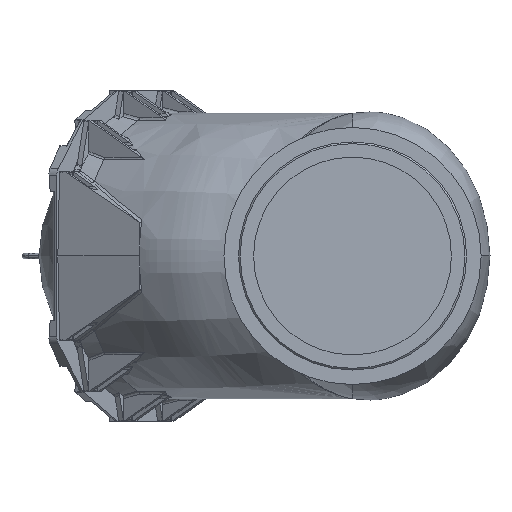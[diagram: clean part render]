
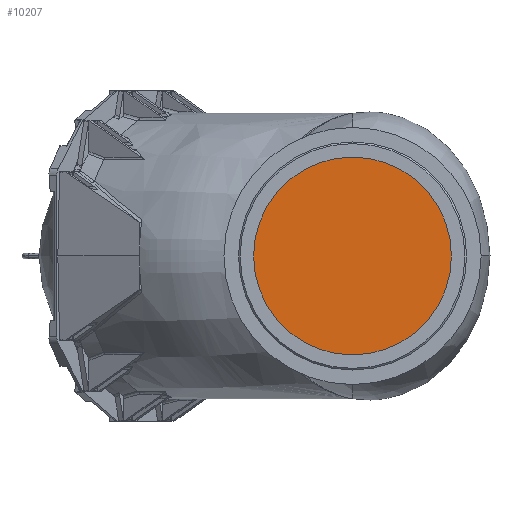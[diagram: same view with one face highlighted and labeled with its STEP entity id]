
A CAD part, left-side view. The second image highlights one B-rep face of the part: STEP entity #10207.
In plain terms, the highlighted planar face has unit normal (-1, 0, 0).
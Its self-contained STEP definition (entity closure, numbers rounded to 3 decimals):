
#3228 = VERTEX_POINT ( 'NONE', #7421 ) ;
#6172 = EDGE_CURVE ( 'NONE', #3228, #3228, #24263, .T. ) ;
#6409 = AXIS2_PLACEMENT_3D ( 'NONE', #29817, #29818, #29819 ) ;
#7421 = CARTESIAN_POINT ( 'NONE',  ( -381., 0., -300. ) ) ;
#9379 = ORIENTED_EDGE ( 'NONE', *, *, #6172, .F. ) ;
#9865 = EDGE_LOOP ( 'NONE', ( #9379 ) ) ;
#10207 = ADVANCED_FACE ( 'NONE', ( #15985 ), #26466, .F. ) ;
#15985 = FACE_OUTER_BOUND ( 'NONE', #9865, .T. ) ;
#21327 = AXIS2_PLACEMENT_3D ( 'NONE', #26465, #26479, #26480 ) ;
#24263 = CIRCLE ( 'NONE', #6409, 300. ) ;
#26465 = CARTESIAN_POINT ( 'NONE',  ( -381., 0., 0. ) ) ;
#26466 = PLANE ( 'NONE',  #21327 ) ;
#26479 = DIRECTION ( 'NONE',  ( 1., 0., 0. ) ) ;
#26480 = DIRECTION ( 'NONE',  ( 0., 0., -1. ) ) ;
#29817 = CARTESIAN_POINT ( 'NONE',  ( -381., 0., 0. ) ) ;
#29818 = DIRECTION ( 'NONE',  ( 1., 0., 0. ) ) ;
#29819 = DIRECTION ( 'NONE',  ( 0., 0., -1. ) ) ;
